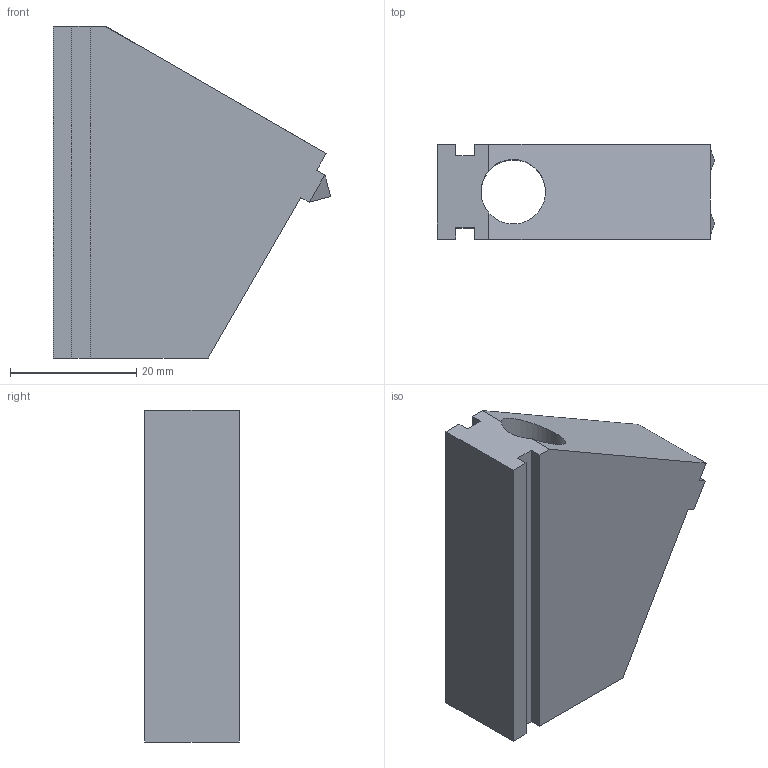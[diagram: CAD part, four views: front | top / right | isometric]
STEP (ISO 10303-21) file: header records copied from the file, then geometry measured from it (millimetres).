
FILE_DESCRIPTION( ( 'Unknown' ), '1' );
FILE_NAME( 'CP36B-1243.stp', 'Unknown', ( 'Unknown' ), ( 'Unknown' ), 'XStep 1.0', 'Unknown', ' ' );
FILE_SCHEMA( ( 'CONFIG_CONTROL_DESIGN' ) );
Length unit declared in the file: millimetre
Products named in the file (1): 1
Bounding box: 43.86 x 15 x 52.5 mm (x, y, z)
Volume: 19590.4 mm3; surface area: 7544.6 mm2
Topology: 1 solids, 1 shells, 30 faces, 77 edges, 48 vertices
Faces by surface type: plane 29, cylinder 1
Full cylindrical faces by diameter (mm): 10.2 x1
Entity records: 918 total; most frequent: CARTESIAN_POINT 153, ORIENTED_EDGE 150, DIRECTION 140, EDGE_CURVE 75, LINE 72, VECTOR 72, VERTEX_POINT 47, AXIS2_PLACEMENT_3D 34
